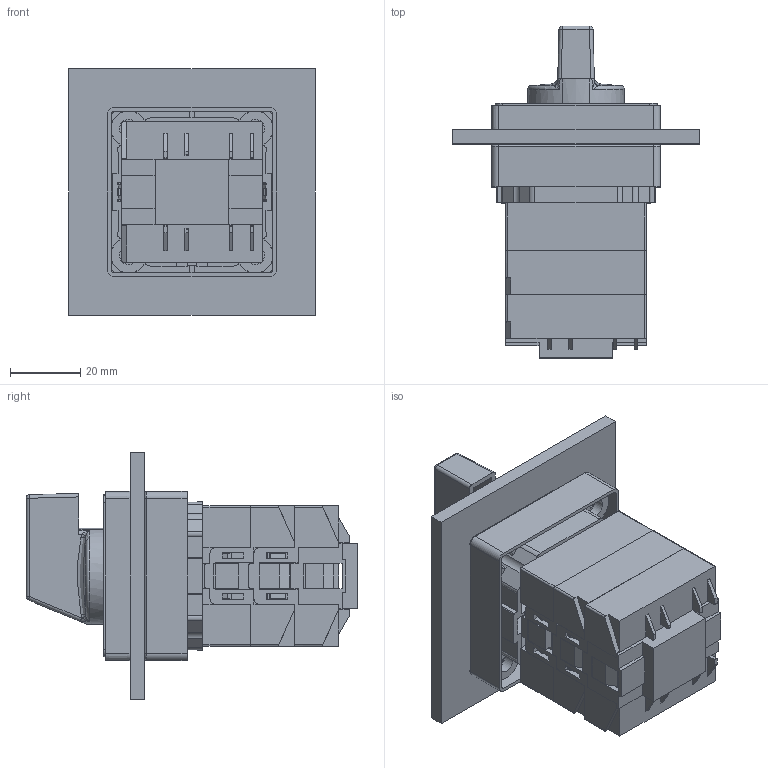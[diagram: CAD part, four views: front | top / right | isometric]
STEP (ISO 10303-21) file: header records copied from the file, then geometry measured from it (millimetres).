
FILE_DESCRIPTION((''),'2;1');
FILE_NAME('CQ0160003RV4_ASM','2023-06-06T09:58:01',('alessandro.mingotti'),(''),'CREO PARAMETRIC BY PTC INC, 2022014','CREO PARAMETRIC BY PTC INC, 2022014','');
FILE_SCHEMA(('CONFIG_CONTROL_DESIGN'));
Length unit declared in the file: millimetre
Products named in the file (14): 6853-001PIENO; 5891_CATALOGO; 5150_CATALOGO; 5174-PIENO; 2006_1; 5921-002; 2975; VAFQ0160003R16V_ASM; CAV2_DIMA_INT28_F16; 6854_PIENO; 6872_PROVA; 6858_PIENO; 6377_002; CQ0160003RV4_ASM
Assembly tree (15 placements, depth 3):
  CQ0160003RV4_ASM
    VAFQ0160003R16V_ASM
      6853-001PIENO
      5891_CATALOGO
      5150_CATALOGO  x2
      5174-PIENO
      2006_1
      5921-002
      2975  x2
    CAV2_DIMA_INT28_F16
    6854_PIENO
    6872_PROVA
    6858_PIENO
    6377_002
Bounding box: 70 x 94.2 x 70 mm (x, y, z)
Volume: 131396.4 mm3; surface area: 66381.2 mm2
Topology: 14 solids, 23 shells, 1704 faces, 4531 edges, 2927 vertices
Faces by surface type: plane 1131, cylinder 315, cone 97, bspline 85, torus 50, sphere 24, extrusion 2
Entity records: 54482 total; most frequent: CARTESIAN_POINT 16597, ORIENTED_EDGE 8078, DIRECTION 7428, EDGE_CURVE 4041, VECTOR 2872, LINE 2870, VERTEX_POINT 2605, AXIS2_PLACEMENT_3D 2278
